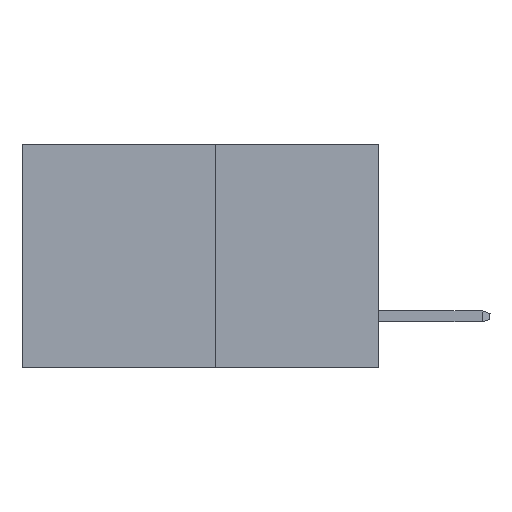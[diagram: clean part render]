
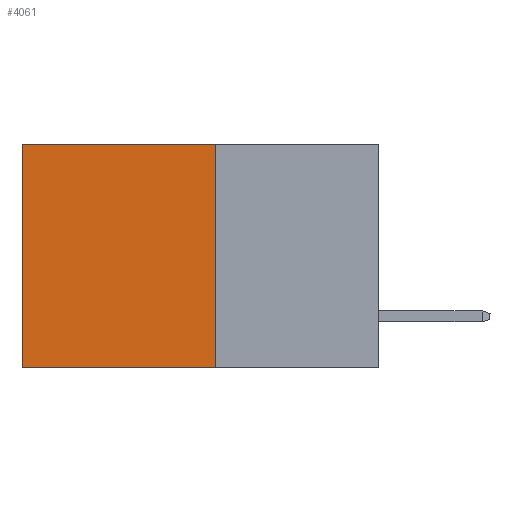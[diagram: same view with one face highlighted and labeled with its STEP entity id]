
A CAD part, left-side view. The second image highlights one B-rep face of the part: STEP entity #4061.
In plain terms, the highlighted planar face has unit normal (-1, 0, 0).
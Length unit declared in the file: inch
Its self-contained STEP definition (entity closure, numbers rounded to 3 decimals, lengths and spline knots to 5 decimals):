
#377 = DIRECTION ( 'NONE',  ( 0., 0., -1. ) ) ;
#498 = DIRECTION ( 'NONE',  ( 1., 0., 0. ) ) ;
#753 = VERTEX_POINT ( 'NONE', #18266 ) ;
#816 = CARTESIAN_POINT ( 'NONE',  ( 0.277, 0.27, -0.37 ) ) ;
#892 = VECTOR ( 'NONE', #20289, 39.37008 ) ;
#1384 = PLANE ( 'NONE',  #8442 ) ;
#1406 = CARTESIAN_POINT ( 'NONE',  ( 0.277, 0.27, -0.37 ) ) ;
#1567 = CARTESIAN_POINT ( 'NONE',  ( 0.277, 0.59, -0.37 ) ) ;
#1832 = VECTOR ( 'NONE', #10154, 39.37008 ) ;
#2222 = EDGE_CURVE ( 'NONE', #753, #15881, #7768, .T. ) ;
#2287 = VECTOR ( 'NONE', #12980, 39.37008 ) ;
#4061 = ADVANCED_FACE ( 'NONE', ( #12411 ), #1384, .F. ) ;
#4693 = DIRECTION ( 'NONE',  ( 0., 1., 0. ) ) ;
#4715 = CARTESIAN_POINT ( 'NONE',  ( 0.277, 0.27, -0.37 ) ) ;
#5304 = CARTESIAN_POINT ( 'NONE',  ( 0.277, 0.59, -0.37 ) ) ;
#5505 = ORIENTED_EDGE ( 'NONE', *, *, #18123, .T. ) ;
#6593 = VERTEX_POINT ( 'NONE', #1567 ) ;
#6678 = LINE ( 'NONE', #1406, #10069 ) ;
#7768 = LINE ( 'NONE', #11425, #2287 ) ;
#8442 = AXIS2_PLACEMENT_3D ( 'NONE', #816, #498, #377 ) ;
#8740 = ORIENTED_EDGE ( 'NONE', *, *, #2222, .T. ) ;
#10069 = VECTOR ( 'NONE', #4693, 39.37008 ) ;
#10154 = DIRECTION ( 'NONE',  ( 0., 0., -1. ) ) ;
#10385 = ORIENTED_EDGE ( 'NONE', *, *, #20762, .F. ) ;
#10666 = LINE ( 'NONE', #18545, #1832 ) ;
#11043 = CARTESIAN_POINT ( 'NONE',  ( 0.277, 0.59, 0. ) ) ;
#11261 = EDGE_LOOP ( 'NONE', ( #5505, #17184, #10385, #8740 ) ) ;
#11425 = CARTESIAN_POINT ( 'NONE',  ( 0.277, 0.27, 0. ) ) ;
#11463 = VERTEX_POINT ( 'NONE', #4715 ) ;
#12411 = FACE_OUTER_BOUND ( 'NONE', #11261, .T. ) ;
#12980 = DIRECTION ( 'NONE',  ( 0., 1., 0. ) ) ;
#15414 = EDGE_CURVE ( 'NONE', #11463, #6593, #6678, .T. ) ;
#15881 = VERTEX_POINT ( 'NONE', #11043 ) ;
#17184 = ORIENTED_EDGE ( 'NONE', *, *, #15414, .F. ) ;
#18123 = EDGE_CURVE ( 'NONE', #15881, #6593, #18680, .T. ) ;
#18266 = CARTESIAN_POINT ( 'NONE',  ( 0.277, 0.27, 0. ) ) ;
#18545 = CARTESIAN_POINT ( 'NONE',  ( 0.277, 0.27, -0.37 ) ) ;
#18680 = LINE ( 'NONE', #5304, #892 ) ;
#20289 = DIRECTION ( 'NONE',  ( 0., 0., -1. ) ) ;
#20762 = EDGE_CURVE ( 'NONE', #753, #11463, #10666, .T. ) ;
